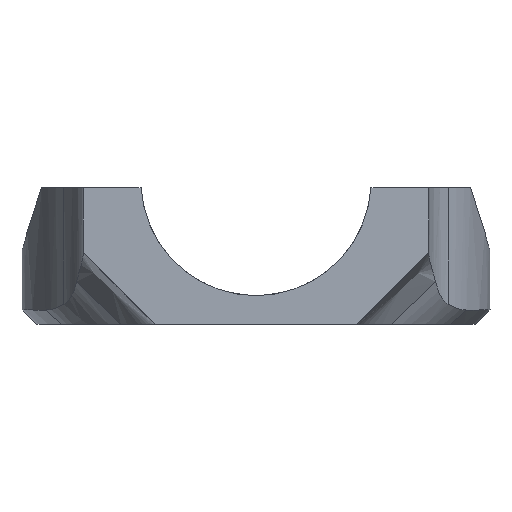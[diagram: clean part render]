
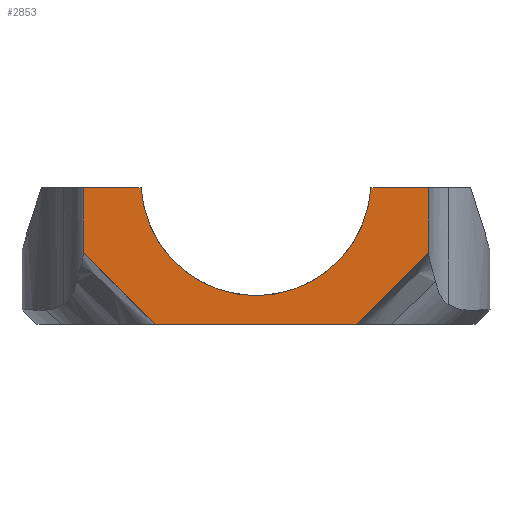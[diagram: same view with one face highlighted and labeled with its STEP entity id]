
A CAD part, left-side view. The second image highlights one B-rep face of the part: STEP entity #2853.
In plain terms, the highlighted planar face has unit normal (-1, 0, 0).
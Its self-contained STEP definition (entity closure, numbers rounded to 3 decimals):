
#1 = VERTEX_POINT ( 'NONE', #2377 ) ;
#68 = CARTESIAN_POINT ( 'NONE',  ( -36., 24., 16.5 ) ) ;
#139 = LINE ( 'NONE', #4021, #2514 ) ;
#150 = CARTESIAN_POINT ( 'NONE',  ( -36., -24., -2.5 ) ) ;
#364 = LINE ( 'NONE', #3965, #3697 ) ;
#400 = VECTOR ( 'NONE', #1148, 1000. ) ;
#402 = VERTEX_POINT ( 'NONE', #1177 ) ;
#621 = VERTEX_POINT ( 'NONE', #794 ) ;
#625 = EDGE_CURVE ( 'NONE', #960, #705, #2109, .T. ) ;
#665 = AXIS2_PLACEMENT_3D ( 'NONE', #1905, #3912, #1207 ) ;
#705 = VERTEX_POINT ( 'NONE', #3309 ) ;
#714 = DIRECTION ( 'NONE',  ( 0., 0., -1. ) ) ;
#730 = ORIENTED_EDGE ( 'NONE', *, *, #4000, .F. ) ;
#743 = DIRECTION ( 'NONE',  ( 0., -1., 0. ) ) ;
#782 = AXIS2_PLACEMENT_3D ( 'NONE', #3384, #3101, #1127 ) ;
#794 = CARTESIAN_POINT ( 'NONE',  ( -36., -24., 7.5 ) ) ;
#876 = EDGE_LOOP ( 'NONE', ( #3202, #1571, #1481, #2877, #1696, #730, #1873, #3887, #2081 ) ) ;
#960 = VERTEX_POINT ( 'NONE', #4170 ) ;
#984 = CIRCLE ( 'NONE', #782, 16. ) ;
#1127 = DIRECTION ( 'NONE',  ( 0., 0., -1. ) ) ;
#1148 = DIRECTION ( 'NONE',  ( 0., 0.707, 0.707 ) ) ;
#1177 = CARTESIAN_POINT ( 'NONE',  ( -36., 24., 7.5 ) ) ;
#1207 = DIRECTION ( 'NONE',  ( 0., 0., -1. ) ) ;
#1214 = CARTESIAN_POINT ( 'NONE',  ( -36., -34., 17.5 ) ) ;
#1323 = CARTESIAN_POINT ( 'NONE',  ( -36., 0., 1.5 ) ) ;
#1364 = DIRECTION ( 'NONE',  ( 0., 0., -1. ) ) ;
#1469 = DIRECTION ( 'NONE',  ( 0., 1., 0. ) ) ;
#1481 = ORIENTED_EDGE ( 'NONE', *, *, #625, .F. ) ;
#1571 = ORIENTED_EDGE ( 'NONE', *, *, #2125, .F. ) ;
#1590 = AXIS2_PLACEMENT_3D ( 'NONE', #1613, #3964, #1704 ) ;
#1613 = CARTESIAN_POINT ( 'NONE',  ( -36., 0., 16.5 ) ) ;
#1696 = ORIENTED_EDGE ( 'NONE', *, *, #3417, .F. ) ;
#1703 = VECTOR ( 'NONE', #3453, 1000. ) ;
#1704 = DIRECTION ( 'NONE',  ( 0., 1., 0. ) ) ;
#1873 = ORIENTED_EDGE ( 'NONE', *, *, #2582, .T. ) ;
#1892 = VECTOR ( 'NONE', #743, 1000. ) ;
#1905 = CARTESIAN_POINT ( 'NONE',  ( -36., 0., 17.5 ) ) ;
#2076 = VERTEX_POINT ( 'NONE', #1323 ) ;
#2081 = ORIENTED_EDGE ( 'NONE', *, *, #4062, .F. ) ;
#2087 = CARTESIAN_POINT ( 'NONE',  ( -36., -24., 16.5 ) ) ;
#2109 = LINE ( 'NONE', #150, #3837 ) ;
#2113 = CARTESIAN_POINT ( 'NONE',  ( -36., 34., 17.5 ) ) ;
#2125 = EDGE_CURVE ( 'NONE', #705, #402, #4099, .T. ) ;
#2191 = LINE ( 'NONE', #1214, #1703 ) ;
#2312 = VERTEX_POINT ( 'NONE', #3548 ) ;
#2365 = LINE ( 'NONE', #68, #2454 ) ;
#2377 = CARTESIAN_POINT ( 'NONE',  ( -36., -15.969, 16.5 ) ) ;
#2408 = EDGE_CURVE ( 'NONE', #4050, #402, #2365, .T. ) ;
#2454 = VECTOR ( 'NONE', #1364, 1000. ) ;
#2514 = VECTOR ( 'NONE', #3778, 1000. ) ;
#2582 = EDGE_CURVE ( 'NONE', #1, #2076, #984, .T. ) ;
#2637 = PLANE ( 'NONE',  #1590 ) ;
#2853 = ADVANCED_FACE ( 'NONE', ( #2963 ), #2637, .F. ) ;
#2877 = ORIENTED_EDGE ( 'NONE', *, *, #3196, .F. ) ;
#2963 = FACE_OUTER_BOUND ( 'NONE', #876, .T. ) ;
#2971 = VERTEX_POINT ( 'NONE', #2087 ) ;
#3087 = CARTESIAN_POINT ( 'NONE',  ( -36., 0., 16.5 ) ) ;
#3101 = DIRECTION ( 'NONE',  ( 1., 0., 0. ) ) ;
#3196 = EDGE_CURVE ( 'NONE', #621, #960, #2191, .T. ) ;
#3201 = CIRCLE ( 'NONE', #665, 16. ) ;
#3202 = ORIENTED_EDGE ( 'NONE', *, *, #2408, .T. ) ;
#3309 = CARTESIAN_POINT ( 'NONE',  ( -36., 14., -2.5 ) ) ;
#3384 = CARTESIAN_POINT ( 'NONE',  ( -36., 0., 17.5 ) ) ;
#3417 = EDGE_CURVE ( 'NONE', #2971, #621, #364, .T. ) ;
#3453 = DIRECTION ( 'NONE',  ( 0., 0.707, -0.707 ) ) ;
#3548 = CARTESIAN_POINT ( 'NONE',  ( -36., 15.969, 16.5 ) ) ;
#3568 = EDGE_CURVE ( 'NONE', #2076, #2312, #3201, .T. ) ;
#3693 = LINE ( 'NONE', #3087, #1892 ) ;
#3697 = VECTOR ( 'NONE', #714, 1000. ) ;
#3736 = CARTESIAN_POINT ( 'NONE',  ( -36., 24., 16.5 ) ) ;
#3778 = DIRECTION ( 'NONE',  ( 0., -1., 0. ) ) ;
#3837 = VECTOR ( 'NONE', #1469, 1000. ) ;
#3887 = ORIENTED_EDGE ( 'NONE', *, *, #3568, .T. ) ;
#3912 = DIRECTION ( 'NONE',  ( 1., 0., 0. ) ) ;
#3964 = DIRECTION ( 'NONE',  ( 1., 0., 0. ) ) ;
#3965 = CARTESIAN_POINT ( 'NONE',  ( -36., -24., 16.5 ) ) ;
#4000 = EDGE_CURVE ( 'NONE', #1, #2971, #139, .T. ) ;
#4021 = CARTESIAN_POINT ( 'NONE',  ( -36., 0., 16.5 ) ) ;
#4050 = VERTEX_POINT ( 'NONE', #3736 ) ;
#4062 = EDGE_CURVE ( 'NONE', #4050, #2312, #3693, .T. ) ;
#4099 = LINE ( 'NONE', #2113, #400 ) ;
#4170 = CARTESIAN_POINT ( 'NONE',  ( -36., -14., -2.5 ) ) ;
